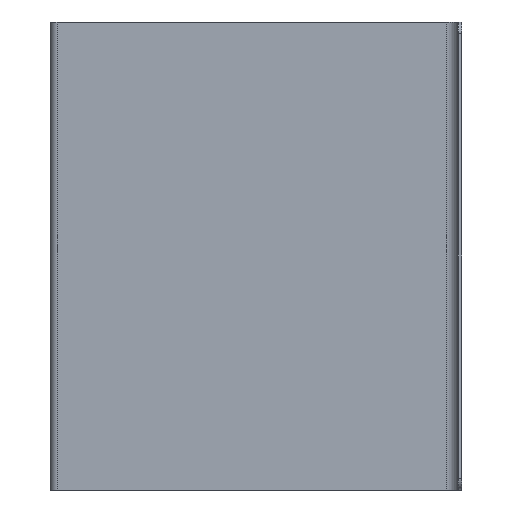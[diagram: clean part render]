
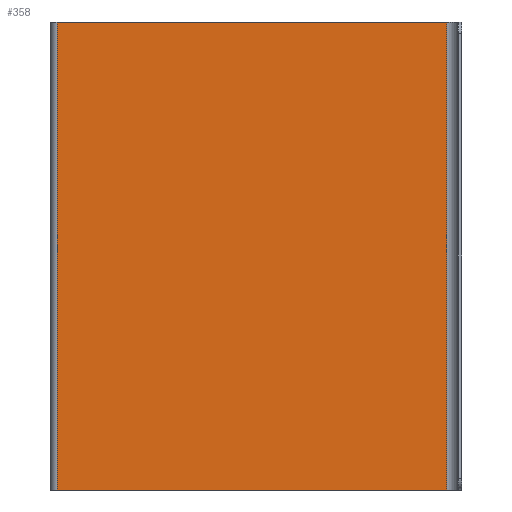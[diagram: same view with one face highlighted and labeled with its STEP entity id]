
A CAD part, front view. The second image highlights one B-rep face of the part: STEP entity #358.
In plain terms, the highlighted planar face has unit normal (0, -1, 0).
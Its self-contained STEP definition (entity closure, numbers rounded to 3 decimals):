
#8 = ORIENTED_EDGE ( 'NONE', *, *, #115, .F. ) ;
#11 = VECTOR ( 'NONE', #485, 1000. ) ;
#15 = ORIENTED_EDGE ( 'NONE', *, *, #125, .T. ) ;
#22 = CARTESIAN_POINT ( 'NONE',  ( -167.75, -3., -198. ) ) ;
#32 = DIRECTION ( 'NONE',  ( -1., 0., 0. ) ) ;
#36 = PLANE ( 'NONE',  #223 ) ;
#71 = VECTOR ( 'NONE', #306, 1000. ) ;
#102 = VECTOR ( 'NONE', #32, 1000. ) ;
#115 = EDGE_CURVE ( 'NONE', #539, #243, #411, .T. ) ;
#125 = EDGE_CURVE ( 'NONE', #255, #243, #197, .T. ) ;
#187 = CARTESIAN_POINT ( 'NONE',  ( 167.75, -3., 198. ) ) ;
#192 = LINE ( 'NONE', #187, #579 ) ;
#197 = LINE ( 'NONE', #251, #71 ) ;
#201 = EDGE_CURVE ( 'NONE', #398, #539, #192, .T. ) ;
#223 = AXIS2_PLACEMENT_3D ( 'NONE', #429, #483, #373 ) ;
#243 = VERTEX_POINT ( 'NONE', #547 ) ;
#251 = CARTESIAN_POINT ( 'NONE',  ( -161.75, -3., 198. ) ) ;
#255 = VERTEX_POINT ( 'NONE', #259 ) ;
#259 = CARTESIAN_POINT ( 'NONE',  ( -161.75, -3., 198. ) ) ;
#292 = EDGE_CURVE ( 'NONE', #255, #398, #367, .T. ) ;
#306 = DIRECTION ( 'NONE',  ( 0., 0., -1. ) ) ;
#358 = ADVANCED_FACE ( 'NONE', ( #538 ), #36, .T. ) ;
#367 = LINE ( 'NONE', #542, #11 ) ;
#373 = DIRECTION ( 'NONE',  ( 0., 0., -1. ) ) ;
#389 = CARTESIAN_POINT ( 'NONE',  ( 167.75, -3., 198. ) ) ;
#398 = VERTEX_POINT ( 'NONE', #389 ) ;
#406 = CARTESIAN_POINT ( 'NONE',  ( 167.75, -3., -198. ) ) ;
#407 = DIRECTION ( 'NONE',  ( 0., 0., -1. ) ) ;
#411 = LINE ( 'NONE', #22, #102 ) ;
#429 = CARTESIAN_POINT ( 'NONE',  ( 0., -3., 0. ) ) ;
#444 = EDGE_LOOP ( 'NONE', ( #664, #15, #8, #489 ) ) ;
#483 = DIRECTION ( 'NONE',  ( 0., -1., 0. ) ) ;
#485 = DIRECTION ( 'NONE',  ( 1., 0., 0. ) ) ;
#489 = ORIENTED_EDGE ( 'NONE', *, *, #201, .F. ) ;
#538 = FACE_OUTER_BOUND ( 'NONE', #444, .T. ) ;
#539 = VERTEX_POINT ( 'NONE', #406 ) ;
#542 = CARTESIAN_POINT ( 'NONE',  ( -167.75, -3., 198. ) ) ;
#547 = CARTESIAN_POINT ( 'NONE',  ( -161.75, -3., -198. ) ) ;
#579 = VECTOR ( 'NONE', #407, 1000. ) ;
#664 = ORIENTED_EDGE ( 'NONE', *, *, #292, .F. ) ;
